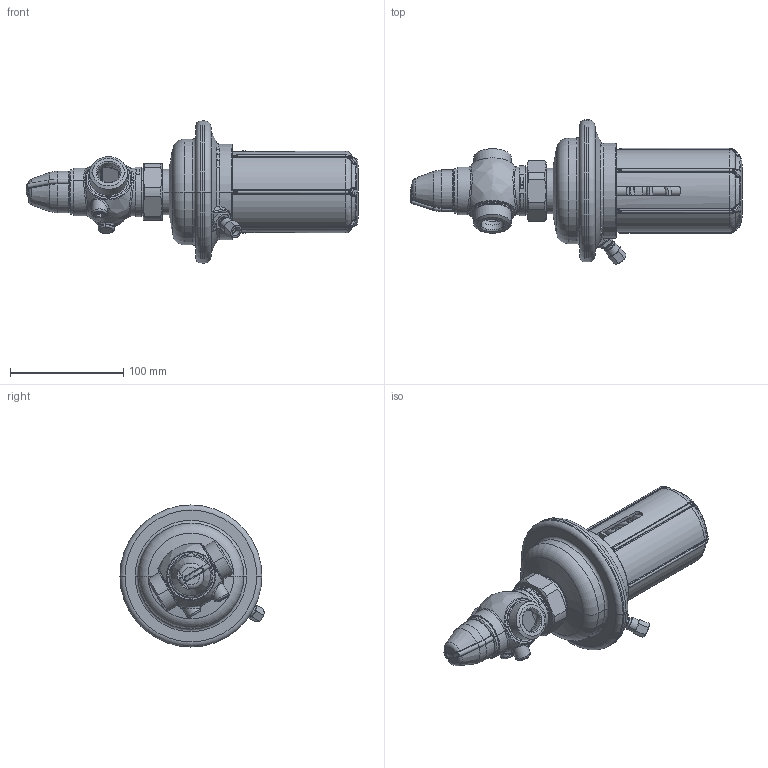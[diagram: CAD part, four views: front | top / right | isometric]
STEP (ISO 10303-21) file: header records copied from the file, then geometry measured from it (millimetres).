
FILE_DESCRIPTION((''),'2;1');
FILE_NAME('003H6447','2015-03-06T',('u317927'),('Danfoss'),'PRO/ENGINEER BY PARAMETRIC TECHNOLOGY CORPORATION, 2014000','PRO/ENGINEER BY PARAMETRIC TECHNOLOGY CORPORATION, 2014000','');
FILE_SCHEMA(('CONFIG_CONTROL_DESIGN'));
Products named in the file (1): 003H6447
Bounding box: 292.65 x 127.07 x 125.18 mm (x, y, z)
Volume: 417664.1 mm3; surface area: 224854 mm2
Topology: 2 solids, 2 shells, 1425 faces, 3382 edges, 2005 vertices
Faces by surface type: cylinder 349, plane 335, bspline 313, cone 225, torus 190, sphere 13
Entity records: 67594 total; most frequent: CARTESIAN_POINT 36920, ORIENTED_EDGE 6736, DIRECTION 6046, EDGE_CURVE 3368, AXIS2_PLACEMENT_3D 2541, VERTEX_POINT 2005, EDGE_LOOP 1527, CIRCLE 1429
